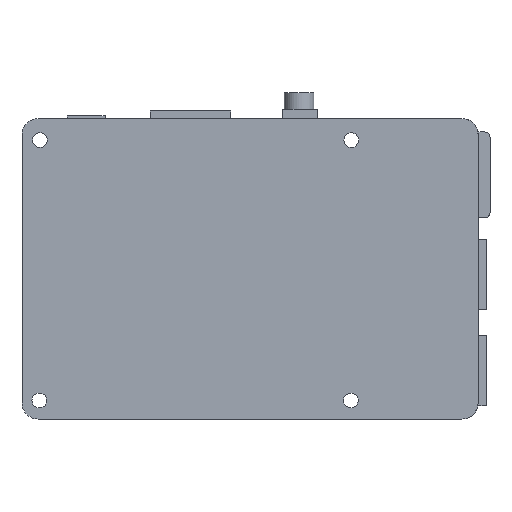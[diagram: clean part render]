
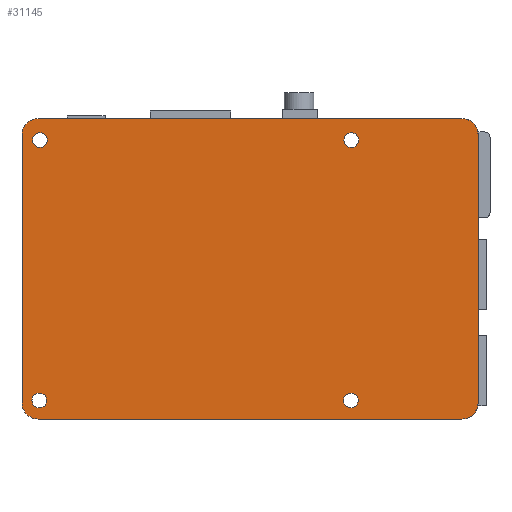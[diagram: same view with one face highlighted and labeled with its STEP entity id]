
A CAD part, top view. The second image highlights one B-rep face of the part: STEP entity #31145.
In plain terms, the highlighted planar face has unit normal (0, 0, 1).
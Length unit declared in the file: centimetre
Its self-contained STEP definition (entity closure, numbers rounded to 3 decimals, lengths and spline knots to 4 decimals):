
#320 = CIRCLE ( 'NONE', #29121, 0.1375 ) ;
#392 = CARTESIAN_POINT ( 'NONE',  ( -3.7887, -2.4531, 0.2 ) ) ;
#590 = FACE_BOUND ( 'NONE', #35283, .T. ) ;
#880 = DIRECTION ( 'NONE',  ( 0., 0., 1. ) ) ;
#932 = AXIS2_PLACEMENT_3D ( 'NONE', #31492, #20831, #28902 ) ;
#1007 = VERTEX_POINT ( 'NONE', #10506 ) ;
#1089 = CARTESIAN_POINT ( 'NONE',  ( -3.9262, -2.4531, 0.2 ) ) ;
#1273 = ORIENTED_EDGE ( 'NONE', *, *, #34027, .T. ) ;
#1594 = CARTESIAN_POINT ( 'NONE',  ( -3.7786, 2.3979, 0.2 ) ) ;
#2065 = VERTEX_POINT ( 'NONE', #392 ) ;
#2124 = VERTEX_POINT ( 'NONE', #22951 ) ;
#2534 = CARTESIAN_POINT ( 'NONE',  ( 1.8775, -2.4531, 0.2 ) ) ;
#2722 = CIRCLE ( 'NONE', #36201, 0.1375 ) ;
#2795 = DIRECTION ( 'NONE',  ( 1., 0., 0. ) ) ;
#2842 = VERTEX_POINT ( 'NONE', #3619 ) ;
#2914 = DIRECTION ( 'NONE',  ( 1., 0., 0. ) ) ;
#3306 = DIRECTION ( 'NONE',  ( 0., 0., 1. ) ) ;
#3619 = CARTESIAN_POINT ( 'NONE',  ( -4.0536, 2.3979, 0.2 ) ) ;
#4226 = CARTESIAN_POINT ( 'NONE',  ( 1.8876, 2.3979, 0.2 ) ) ;
#4365 = VECTOR ( 'NONE', #27548, 100. ) ;
#4545 = CARTESIAN_POINT ( 'NONE',  ( 3.95, 2.5, 0.2 ) ) ;
#4802 = AXIS2_PLACEMENT_3D ( 'NONE', #7600, #18810, #30014 ) ;
#4934 = ORIENTED_EDGE ( 'NONE', *, *, #23288, .F. ) ;
#5118 = CARTESIAN_POINT ( 'NONE',  ( 4.25, 2.8, 0.2 ) ) ;
#5325 = DIRECTION ( 'NONE',  ( 0., 0., 1. ) ) ;
#5422 = DIRECTION ( 'NONE',  ( 0., 0., 1. ) ) ;
#5513 = ORIENTED_EDGE ( 'NONE', *, *, #35108, .F. ) ;
#5873 = VERTEX_POINT ( 'NONE', #33643 ) ;
#5945 = CARTESIAN_POINT ( 'NONE',  ( 0., 0., 0.2 ) ) ;
#6668 = AXIS2_PLACEMENT_3D ( 'NONE', #4226, #10128, #32888 ) ;
#6807 = AXIS2_PLACEMENT_3D ( 'NONE', #4545, #27146, #26971 ) ;
#6832 = VERTEX_POINT ( 'NONE', #32038 ) ;
#7338 = VERTEX_POINT ( 'NONE', #19495 ) ;
#7600 = CARTESIAN_POINT ( 'NONE',  ( -3.95, -2.5, 0.2 ) ) ;
#7625 = EDGE_CURVE ( 'NONE', #25422, #1007, #18340, .T. ) ;
#8342 = DIRECTION ( 'NONE',  ( 1., 0., 0. ) ) ;
#8387 = VECTOR ( 'NONE', #27233, 100. ) ;
#8639 = ORIENTED_EDGE ( 'NONE', *, *, #32246, .T. ) ;
#9160 = AXIS2_PLACEMENT_3D ( 'NONE', #9369, #880, #18180 ) ;
#9369 = CARTESIAN_POINT ( 'NONE',  ( 1.8775, -2.4531, 0.2 ) ) ;
#9584 = CIRCLE ( 'NONE', #26603, 0.3 ) ;
#9691 = ORIENTED_EDGE ( 'NONE', *, *, #7625, .T. ) ;
#10128 = DIRECTION ( 'NONE',  ( 0., 0., 1. ) ) ;
#10503 = EDGE_LOOP ( 'NONE', ( #8639, #19136, #22844, #20154, #9691, #35582, #21349, #1273 ) ) ;
#10506 = CARTESIAN_POINT ( 'NONE',  ( -3.95, 2.8, 0.2 ) ) ;
#10610 = CARTESIAN_POINT ( 'NONE',  ( -4.25, 2.8, 0.2 ) ) ;
#10881 = CARTESIAN_POINT ( 'NONE',  ( 2.0251, 2.3979, 0.2 ) ) ;
#11284 = PLANE ( 'NONE',  #16903 ) ;
#11470 = FACE_OUTER_BOUND ( 'NONE', #10503, .T. ) ;
#11692 = EDGE_CURVE ( 'NONE', #23253, #25422, #23857, .T. ) ;
#12161 = CARTESIAN_POINT ( 'NONE',  ( -4.25, -2.8, 0.2 ) ) ;
#12330 = DIRECTION ( 'NONE',  ( 1., 0., 0. ) ) ;
#12410 = EDGE_LOOP ( 'NONE', ( #35198, #32128 ) ) ;
#12530 = CARTESIAN_POINT ( 'NONE',  ( -4.25, -2.5, 0.2 ) ) ;
#12644 = AXIS2_PLACEMENT_3D ( 'NONE', #19750, #14399, #2795 ) ;
#12728 = AXIS2_PLACEMENT_3D ( 'NONE', #1089, #3306, #22824 ) ;
#12916 = LINE ( 'NONE', #29822, #8387 ) ;
#13238 = EDGE_CURVE ( 'NONE', #5873, #33458, #12916, .T. ) ;
#14079 = CARTESIAN_POINT ( 'NONE',  ( -3.95, 2.5, 0.2 ) ) ;
#14304 = EDGE_CURVE ( 'NONE', #1007, #5873, #9584, .T. ) ;
#14399 = DIRECTION ( 'NONE',  ( 0., 0., 1. ) ) ;
#14458 = ORIENTED_EDGE ( 'NONE', *, *, #25959, .F. ) ;
#14592 = DIRECTION ( 'NONE',  ( 0., 0., 1. ) ) ;
#15662 = EDGE_CURVE ( 'NONE', #24208, #35635, #24291, .T. ) ;
#15907 = CARTESIAN_POINT ( 'NONE',  ( 3.95, 2.8, 0.2 ) ) ;
#16903 = AXIS2_PLACEMENT_3D ( 'NONE', #5945, #14592, #8342 ) ;
#17996 = CARTESIAN_POINT ( 'NONE',  ( 1.74, -2.4531, 0.2 ) ) ;
#18180 = DIRECTION ( 'NONE',  ( 1., 0., 0. ) ) ;
#18340 = LINE ( 'NONE', #10610, #31587 ) ;
#18752 = DIRECTION ( 'NONE',  ( 0., 0., 1. ) ) ;
#18810 = DIRECTION ( 'NONE',  ( 0., 0., 1. ) ) ;
#18858 = EDGE_LOOP ( 'NONE', ( #5513, #25887 ) ) ;
#18959 = CIRCLE ( 'NONE', #6668, 0.1375 ) ;
#19136 = ORIENTED_EDGE ( 'NONE', *, *, #23309, .T. ) ;
#19166 = CIRCLE ( 'NONE', #12728, 0.1375 ) ;
#19274 = DIRECTION ( 'NONE',  ( 1., 0., 0. ) ) ;
#19377 = CARTESIAN_POINT ( 'NONE',  ( -3.9161, 2.3979, 0.2 ) ) ;
#19454 = CARTESIAN_POINT ( 'NONE',  ( -3.9161, 2.3979, 0.2 ) ) ;
#19495 = CARTESIAN_POINT ( 'NONE',  ( -3.95, -2.8, 0.2 ) ) ;
#19750 = CARTESIAN_POINT ( 'NONE',  ( 3.95, -2.5, 0.2 ) ) ;
#20154 = ORIENTED_EDGE ( 'NONE', *, *, #11692, .T. ) ;
#20831 = DIRECTION ( 'NONE',  ( 0., 0., 1. ) ) ;
#21349 = ORIENTED_EDGE ( 'NONE', *, *, #13238, .T. ) ;
#21876 = DIRECTION ( 'NONE',  ( 1., 0., 0. ) ) ;
#21950 = CARTESIAN_POINT ( 'NONE',  ( 4.25, 2.5, 0.2 ) ) ;
#22259 = CARTESIAN_POINT ( 'NONE',  ( -3.9262, -2.4531, 0.2 ) ) ;
#22329 = FACE_BOUND ( 'NONE', #12410, .T. ) ;
#22460 = VERTEX_POINT ( 'NONE', #24094 ) ;
#22824 = DIRECTION ( 'NONE',  ( 1., 0., 0. ) ) ;
#22844 = ORIENTED_EDGE ( 'NONE', *, *, #27780, .T. ) ;
#22951 = CARTESIAN_POINT ( 'NONE',  ( -4.0637, -2.4531, 0.2 ) ) ;
#23253 = VERTEX_POINT ( 'NONE', #21950 ) ;
#23288 = EDGE_CURVE ( 'NONE', #28925, #2842, #2722, .T. ) ;
#23309 = EDGE_CURVE ( 'NONE', #6832, #22460, #26802, .T. ) ;
#23685 = AXIS2_PLACEMENT_3D ( 'NONE', #2534, #18752, #21876 ) ;
#23857 = CIRCLE ( 'NONE', #6807, 0.3 ) ;
#24094 = CARTESIAN_POINT ( 'NONE',  ( 4.25, -2.5, 0.2 ) ) ;
#24169 = EDGE_CURVE ( 'NONE', #35635, #24208, #26751, .T. ) ;
#24208 = VERTEX_POINT ( 'NONE', #17996 ) ;
#24279 = VERTEX_POINT ( 'NONE', #32679 ) ;
#24291 = CIRCLE ( 'NONE', #23685, 0.1375 ) ;
#24544 = EDGE_CURVE ( 'NONE', #2842, #28925, #35496, .T. ) ;
#24590 = VECTOR ( 'NONE', #12330, 100. ) ;
#25422 = VERTEX_POINT ( 'NONE', #15907 ) ;
#25800 = FACE_BOUND ( 'NONE', #36184, .T. ) ;
#25887 = ORIENTED_EDGE ( 'NONE', *, *, #29550, .F. ) ;
#25943 = ORIENTED_EDGE ( 'NONE', *, *, #29972, .F. ) ;
#25959 = EDGE_CURVE ( 'NONE', #2065, #2124, #320, .T. ) ;
#26603 = AXIS2_PLACEMENT_3D ( 'NONE', #14079, #5422, #31332 ) ;
#26751 = CIRCLE ( 'NONE', #9160, 0.1375 ) ;
#26800 = DIRECTION ( 'NONE',  ( -1., 0., 0. ) ) ;
#26802 = CIRCLE ( 'NONE', #12644, 0.3 ) ;
#26971 = DIRECTION ( 'NONE',  ( 1., 0., 0. ) ) ;
#27146 = DIRECTION ( 'NONE',  ( 0., 0., 1. ) ) ;
#27233 = DIRECTION ( 'NONE',  ( 0., -1., 0. ) ) ;
#27548 = DIRECTION ( 'NONE',  ( 0., 1., 0. ) ) ;
#27780 = EDGE_CURVE ( 'NONE', #22460, #23253, #30305, .T. ) ;
#28596 = ORIENTED_EDGE ( 'NONE', *, *, #24544, .F. ) ;
#28902 = DIRECTION ( 'NONE',  ( 1., 0., 0. ) ) ;
#28925 = VERTEX_POINT ( 'NONE', #1594 ) ;
#29121 = AXIS2_PLACEMENT_3D ( 'NONE', #22259, #5325, #2914 ) ;
#29550 = EDGE_CURVE ( 'NONE', #32054, #24279, #31499, .T. ) ;
#29822 = CARTESIAN_POINT ( 'NONE',  ( -4.25, 2.8, 0.2 ) ) ;
#29972 = EDGE_CURVE ( 'NONE', #2124, #2065, #19166, .T. ) ;
#30014 = DIRECTION ( 'NONE',  ( 1., 0., 0. ) ) ;
#30305 = LINE ( 'NONE', #5118, #4365 ) ;
#31145 = ADVANCED_FACE ( 'NONE', ( #31295, #590, #22329, #25800, #11470 ), #11284, .T. ) ;
#31295 = FACE_BOUND ( 'NONE', #18858, .T. ) ;
#31332 = DIRECTION ( 'NONE',  ( 1., 0., 0. ) ) ;
#31492 = CARTESIAN_POINT ( 'NONE',  ( 1.8876, 2.3979, 0.2 ) ) ;
#31499 = CIRCLE ( 'NONE', #932, 0.1375 ) ;
#31587 = VECTOR ( 'NONE', #26800, 100. ) ;
#31878 = CARTESIAN_POINT ( 'NONE',  ( 2.015, -2.4531, 0.2 ) ) ;
#32038 = CARTESIAN_POINT ( 'NONE',  ( 3.95, -2.8, 0.2 ) ) ;
#32054 = VERTEX_POINT ( 'NONE', #10881 ) ;
#32128 = ORIENTED_EDGE ( 'NONE', *, *, #24169, .F. ) ;
#32179 = LINE ( 'NONE', #12161, #24590 ) ;
#32246 = EDGE_CURVE ( 'NONE', #7338, #6832, #32179, .T. ) ;
#32589 = DIRECTION ( 'NONE',  ( 0., 0., 1. ) ) ;
#32679 = CARTESIAN_POINT ( 'NONE',  ( 1.7501, 2.3979, 0.2 ) ) ;
#32888 = DIRECTION ( 'NONE',  ( 1., 0., 0. ) ) ;
#32946 = DIRECTION ( 'NONE',  ( 1., 0., 0. ) ) ;
#33458 = VERTEX_POINT ( 'NONE', #12530 ) ;
#33591 = CIRCLE ( 'NONE', #4802, 0.3 ) ;
#33643 = CARTESIAN_POINT ( 'NONE',  ( -4.25, 2.5, 0.2 ) ) ;
#34027 = EDGE_CURVE ( 'NONE', #33458, #7338, #33591, .T. ) ;
#34891 = AXIS2_PLACEMENT_3D ( 'NONE', #19454, #35785, #19274 ) ;
#35108 = EDGE_CURVE ( 'NONE', #24279, #32054, #18959, .T. ) ;
#35198 = ORIENTED_EDGE ( 'NONE', *, *, #15662, .F. ) ;
#35283 = EDGE_LOOP ( 'NONE', ( #25943, #14458 ) ) ;
#35496 = CIRCLE ( 'NONE', #34891, 0.1375 ) ;
#35582 = ORIENTED_EDGE ( 'NONE', *, *, #14304, .T. ) ;
#35635 = VERTEX_POINT ( 'NONE', #31878 ) ;
#35785 = DIRECTION ( 'NONE',  ( 0., 0., 1. ) ) ;
#36184 = EDGE_LOOP ( 'NONE', ( #28596, #4934 ) ) ;
#36201 = AXIS2_PLACEMENT_3D ( 'NONE', #19377, #32589, #32946 ) ;
